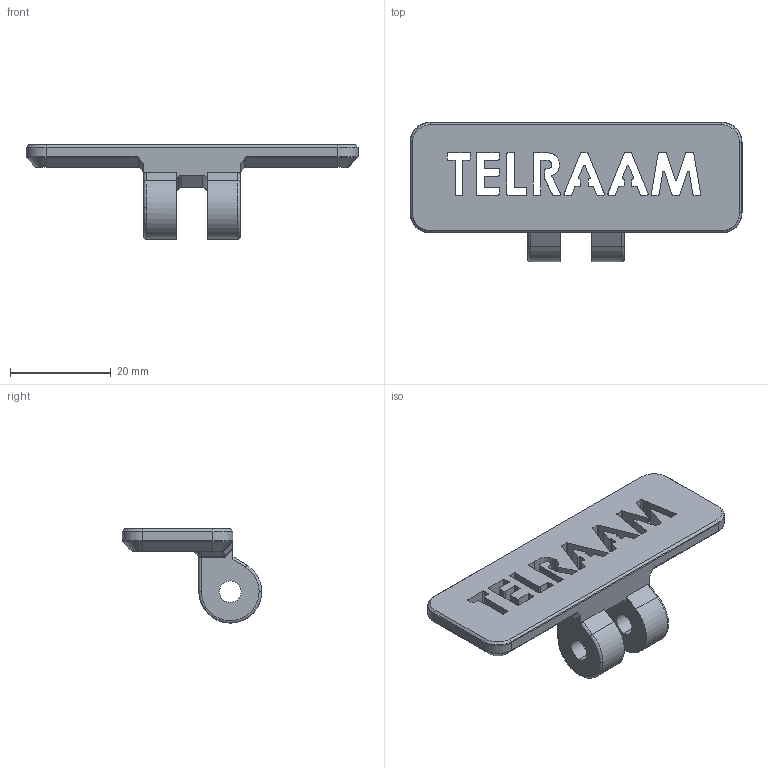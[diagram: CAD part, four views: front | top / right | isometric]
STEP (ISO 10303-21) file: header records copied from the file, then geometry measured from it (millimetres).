
FILE_DESCRIPTION (( 'STEP AP214' ), '1' );
FILE_NAME ('529P002-Window sticker-RevA.STEP', '2021-10-15T07:08:21', ( 'Hewlett-Packard Company' ), ( 'Hewlett-Packard Company' ), 'SwSTEP 2.0', 'SolidWorks 2021', '' );
FILE_SCHEMA (( 'AUTOMOTIVE_DESIGN' ));
Length unit declared in the file: millimetre
Products named in the file (1): 529P002-Window sticker-RevA
Bounding box: 66 x 27.7 x 18.75 mm (x, y, z)
Volume: 7113.4 mm3; surface area: 5253.5 mm2
Topology: 1 solids, 1 shells, 289 faces, 803 edges, 512 vertices
Faces by surface type: cylinder 138, plane 108, torus 19, bspline 14, cone 10
Entity records: 9681 total; most frequent: CARTESIAN_POINT 2210, ORIENTED_EDGE 1606, DIRECTION 1565, EDGE_CURVE 803, AXIS2_PLACEMENT_3D 551, VERTEX_POINT 512, VECTOR 463, LINE 463
